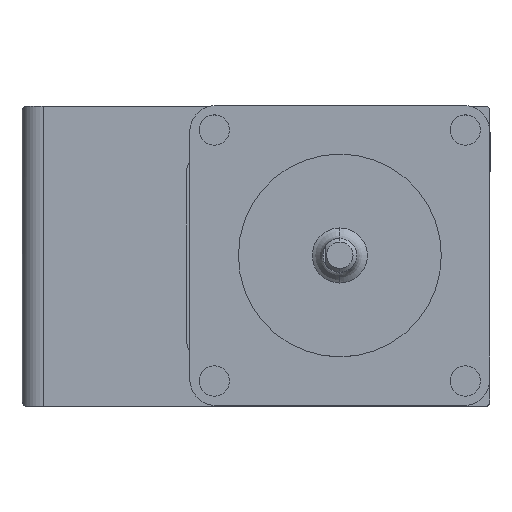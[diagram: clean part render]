
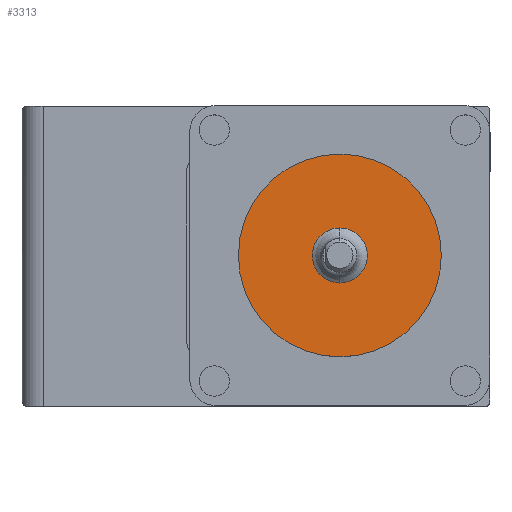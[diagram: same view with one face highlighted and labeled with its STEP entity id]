
A CAD part, top view. The second image highlights one B-rep face of the part: STEP entity #3313.
In plain terms, the highlighted planar face has unit normal (0, 0, 1).
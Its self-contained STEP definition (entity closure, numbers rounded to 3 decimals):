
#3313 = ADVANCED_FACE ( 'NONE', ( #63372 ), #13302, .T. ) ;
#6688 = DIRECTION ( 'NONE',  ( 0., 0., 1. ) ) ;
#7796 = EDGE_CURVE ( 'NONE', #43987, #11215, #53405, .T. ) ;
#11215 = VERTEX_POINT ( 'NONE', #65645 ) ;
#13302 = PLANE ( 'NONE',  #38499 ) ;
#18436 = CARTESIAN_POINT ( 'NONE',  ( 0., 0., 12.1 ) ) ;
#21858 = ORIENTED_EDGE ( 'NONE', *, *, #7796, .T. ) ;
#22441 = DIRECTION ( 'NONE',  ( 0., 0., 1. ) ) ;
#23567 = DIRECTION ( 'NONE',  ( 0., 0., 1. ) ) ;
#25566 = EDGE_LOOP ( 'NONE', ( #21858, #35079 ) ) ;
#25837 = AXIS2_PLACEMENT_3D ( 'NONE', #37275, #6688, #42434 ) ;
#35079 = ORIENTED_EDGE ( 'NONE', *, *, #36878, .T. ) ;
#36878 = EDGE_CURVE ( 'NONE', #11215, #43987, #57119, .T. ) ;
#37275 = CARTESIAN_POINT ( 'NONE',  ( 0., 0., 12.1 ) ) ;
#38499 = AXIS2_PLACEMENT_3D ( 'NONE', #18436, #23567, #59347 ) ;
#42434 = DIRECTION ( 'NONE',  ( 0., 1., 0. ) ) ;
#43987 = VERTEX_POINT ( 'NONE', #51676 ) ;
#51676 = CARTESIAN_POINT ( 'NONE',  ( 0., -19.05, 12.1 ) ) ;
#53102 = CARTESIAN_POINT ( 'NONE',  ( 0., 0., 12.1 ) ) ;
#53405 = CIRCLE ( 'NONE', #25837, 19.05 ) ;
#57119 = CIRCLE ( 'NONE', #59603, 19.05 ) ;
#58231 = DIRECTION ( 'NONE',  ( 0., 1., 0. ) ) ;
#59347 = DIRECTION ( 'NONE',  ( 0., 1., 0. ) ) ;
#59603 = AXIS2_PLACEMENT_3D ( 'NONE', #53102, #22441, #58231 ) ;
#63372 = FACE_OUTER_BOUND ( 'NONE', #25566, .T. ) ;
#65645 = CARTESIAN_POINT ( 'NONE',  ( 0., 19.05, 12.1 ) ) ;
